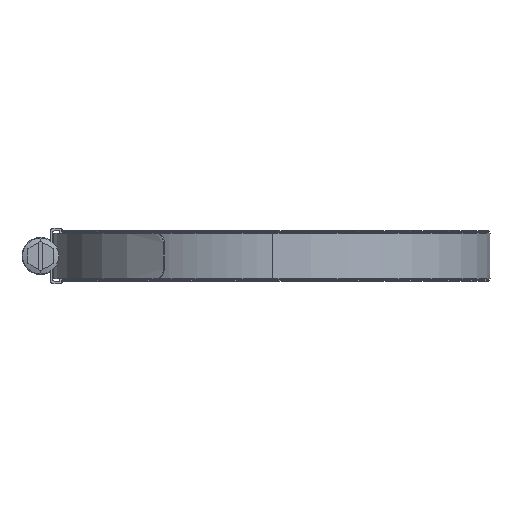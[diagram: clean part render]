
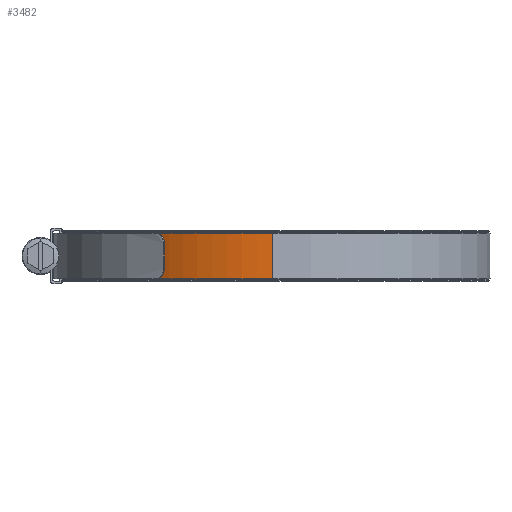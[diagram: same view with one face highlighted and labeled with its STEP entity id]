
A CAD part, left-side view. The second image highlights one B-rep face of the part: STEP entity #3482.
In plain terms, the highlighted cylindrical face has radius 68.1 mm (diameter 136.2 mm), a partial arc.
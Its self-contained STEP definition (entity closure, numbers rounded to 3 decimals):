
#203 = CARTESIAN_POINT ( 'NONE',  ( 0., 68.1, -7.135 ) ) ;
#513 = LINE ( 'NONE', #8096, #10781 ) ;
#1431 = AXIS2_PLACEMENT_3D ( 'NONE', #6361, #10605, #9617 ) ;
#1883 = LINE ( 'NONE', #13732, #5886 ) ;
#3475 = VERTEX_POINT ( 'NONE', #203 ) ;
#3482 = ADVANCED_FACE ( 'NONE', ( #9689 ), #11638, .T. ) ;
#3634 = CARTESIAN_POINT ( 'NONE',  ( 0., 0., -7.135 ) ) ;
#3810 = EDGE_CURVE ( 'NONE', #12628, #3475, #513, .T. ) ;
#3909 = DIRECTION ( 'NONE',  ( 0., 0., 1. ) ) ;
#4041 = DIRECTION ( 'NONE',  ( 0., 0., -1. ) ) ;
#4309 = VERTEX_POINT ( 'NONE', #6015 ) ;
#5176 = ORIENTED_EDGE ( 'NONE', *, *, #8577, .F. ) ;
#5868 = ORIENTED_EDGE ( 'NONE', *, *, #3810, .T. ) ;
#5886 = VECTOR ( 'NONE', #4041, 1000. ) ;
#6015 = CARTESIAN_POINT ( 'NONE',  ( -68.1, 0., -7.135 ) ) ;
#6361 = CARTESIAN_POINT ( 'NONE',  ( 0., 0., 7.135 ) ) ;
#6601 = CARTESIAN_POINT ( 'NONE',  ( -68.1, 0., 7.135 ) ) ;
#6902 = EDGE_LOOP ( 'NONE', ( #5176, #11472, #5868, #8790 ) ) ;
#7234 = EDGE_CURVE ( 'NONE', #12628, #12721, #11704, .T. ) ;
#7876 = DIRECTION ( 'NONE',  ( 0., 0., 1. ) ) ;
#8096 = CARTESIAN_POINT ( 'NONE',  ( 0., 68.1, 7.135 ) ) ;
#8577 = EDGE_CURVE ( 'NONE', #12721, #4309, #1883, .T. ) ;
#8790 = ORIENTED_EDGE ( 'NONE', *, *, #11211, .T. ) ;
#9529 = CARTESIAN_POINT ( 'NONE',  ( 0., 68.1, 7.135 ) ) ;
#9617 = DIRECTION ( 'NONE',  ( -1., 0., 0. ) ) ;
#9689 = FACE_OUTER_BOUND ( 'NONE', #6902, .T. ) ;
#10605 = DIRECTION ( 'NONE',  ( 0., 0., -1. ) ) ;
#10781 = VECTOR ( 'NONE', #11316, 1000. ) ;
#11027 = CIRCLE ( 'NONE', #13046, 68.1 ) ;
#11211 = EDGE_CURVE ( 'NONE', #3475, #4309, #11027, .T. ) ;
#11316 = DIRECTION ( 'NONE',  ( 0., 0., -1. ) ) ;
#11356 = DIRECTION ( 'NONE',  ( 1., 0., 0. ) ) ;
#11472 = ORIENTED_EDGE ( 'NONE', *, *, #7234, .F. ) ;
#11638 = CYLINDRICAL_SURFACE ( 'NONE', #1431, 68.1 ) ;
#11704 = CIRCLE ( 'NONE', #12825, 68.1 ) ;
#12154 = DIRECTION ( 'NONE',  ( 1., 0., 0. ) ) ;
#12622 = CARTESIAN_POINT ( 'NONE',  ( 0., 0., 7.135 ) ) ;
#12628 = VERTEX_POINT ( 'NONE', #9529 ) ;
#12721 = VERTEX_POINT ( 'NONE', #6601 ) ;
#12825 = AXIS2_PLACEMENT_3D ( 'NONE', #12622, #3909, #11356 ) ;
#13046 = AXIS2_PLACEMENT_3D ( 'NONE', #3634, #7876, #12154 ) ;
#13732 = CARTESIAN_POINT ( 'NONE',  ( -68.1, 0., 7.135 ) ) ;
